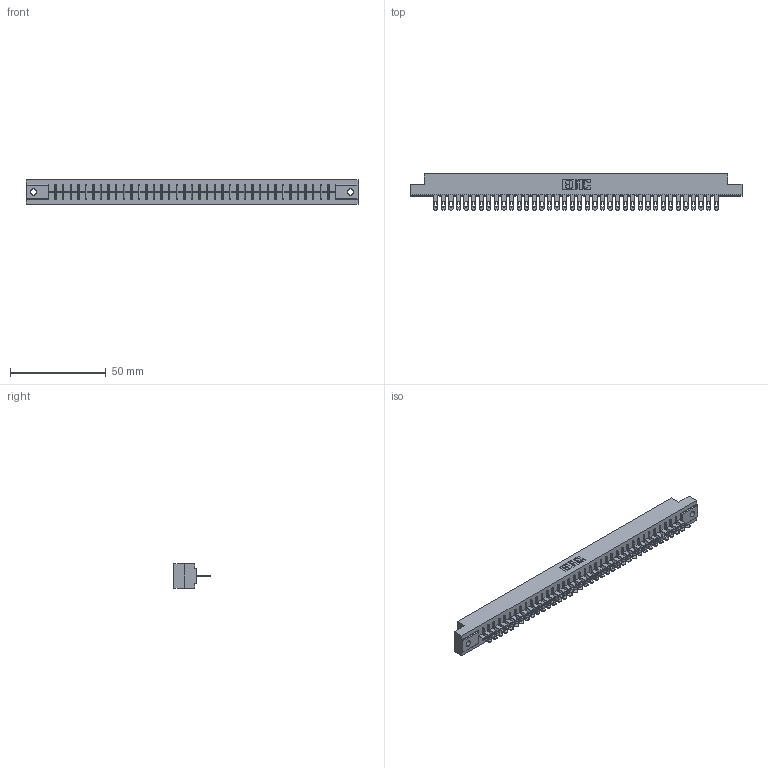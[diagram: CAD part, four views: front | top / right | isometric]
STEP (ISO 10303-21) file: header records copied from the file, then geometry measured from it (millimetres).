
FILE_DESCRIPTION (( 'STEP AP203' ), '1' );
FILE_NAME ('356-038-400-102.STEP', '2020-09-23T23:30:26', ( '' ), ( '' ), 'SwSTEP 2.0', 'SolidWorks 2020', '' );
FILE_SCHEMA (( 'CONFIG_CONTROL_DESIGN' ));
Length unit declared in the file: inch
Products named in the file (3): 306-290-001_100; 356-038-400-102; 306 Part_.128 Dia
Assembly tree (39 placements, depth 2):
  356-038-400-102
    306 Part_.128 Dia
    306-290-001_100  x38
Bounding box: 173.58 x 18.87 x 12.7 mm (x, y, z)
Volume: 19244.7 mm3; surface area: 20105.4 mm2
Topology: 39 solids, 39 shells, 3004 faces, 8486 edges, 5452 vertices
Faces by surface type: plane 1968, cylinder 884, sphere 152
Entity records: 36121 total; most frequent: CARTESIAN_POINT 6065, ORIENTED_EDGE 6012, DIRECTION 5982, EDGE_CURVE 3006, VECTOR 2348, LINE 2348, VERTEX_POINT 1900, AXIS2_PLACEMENT_3D 1817
